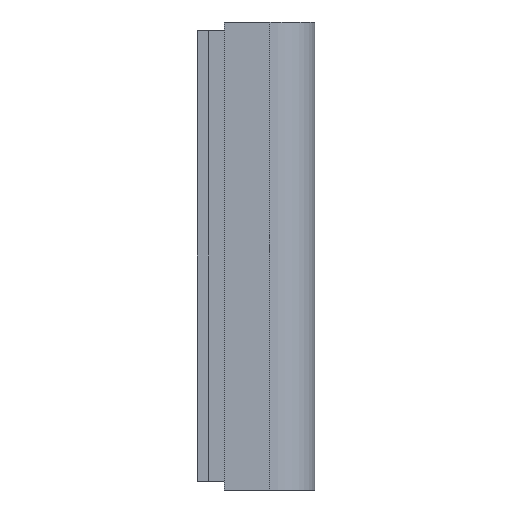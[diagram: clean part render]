
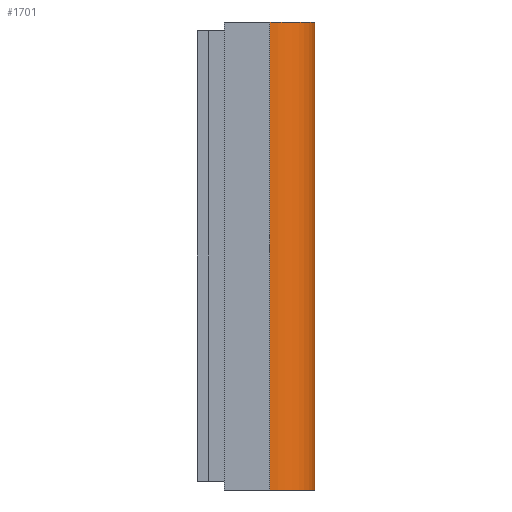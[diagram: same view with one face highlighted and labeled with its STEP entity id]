
A CAD part, front view. The second image highlights one B-rep face of the part: STEP entity #1701.
In plain terms, the highlighted cylindrical face has radius 5 mm (diameter 10 mm), a partial arc.
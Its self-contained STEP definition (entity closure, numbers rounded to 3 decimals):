
#37=CYLINDRICAL_SURFACE('',#1836,5.);
#118=CIRCLE('',#1782,5.);
#131=CIRCLE('',#1837,5.);
#224=FACE_OUTER_BOUND('',#355,.T.);
#355=EDGE_LOOP('',(#1530,#1531,#1532,#1533));
#411=LINE('',#2510,#571);
#516=LINE('',#3025,#676);
#571=VECTOR('',#1944,52.);
#676=VECTOR('',#2259,52.);
#757=VERTEX_POINT('',#2506);
#759=VERTEX_POINT('',#2509);
#843=VERTEX_POINT('',#2783);
#857=VERTEX_POINT('',#3023);
#930=EDGE_CURVE('',#759,#757,#411,.T.);
#1038=EDGE_CURVE('',#843,#757,#118,.T.);
#1084=EDGE_CURVE('',#857,#843,#516,.T.);
#1086=EDGE_CURVE('',#759,#857,#131,.T.);
#1530=ORIENTED_EDGE('',*,*,#1038,.F.);
#1531=ORIENTED_EDGE('',*,*,#1084,.F.);
#1532=ORIENTED_EDGE('',*,*,#1086,.F.);
#1533=ORIENTED_EDGE('',*,*,#930,.T.);
#1701=ADVANCED_FACE('',(#224),#37,.T.);
#1782=AXIS2_PLACEMENT_3D('',#2785,#2120,#2121);
#1836=AXIS2_PLACEMENT_3D('',#3028,#2263,#2264);
#1837=AXIS2_PLACEMENT_3D('',#3029,#2265,#2266);
#1944=DIRECTION('',(0.,0.,1.));
#2120=DIRECTION('center_axis',(0.,0.,
1.));
#2121=DIRECTION('ref_axis',(0.,1.,0.));
#2259=DIRECTION('',(0.,0.,1.));
#2263=DIRECTION('center_axis',(0.,0.,1.));
#2264=DIRECTION('ref_axis',(0.,1.,0.));
#2265=DIRECTION('center_axis',(0.,0.,-1.));
#2266=DIRECTION('ref_axis',(0.,1.,0.));
#2506=CARTESIAN_POINT('',(0.,5.,52.));
#2509=CARTESIAN_POINT('',(0.,5.,0.));
#2510=CARTESIAN_POINT('',(0.,5.,0.));
#2783=CARTESIAN_POINT('',(-5.,0.,52.));
#2785=CARTESIAN_POINT('Origin',(-5.,5.,52.));
#3023=CARTESIAN_POINT('',(-5.,0.,0.));
#3025=CARTESIAN_POINT('',(-5.,0.,0.));
#3028=CARTESIAN_POINT('Origin',(-5.,5.,0.));
#3029=CARTESIAN_POINT('Origin',(-5.,5.,0.));
